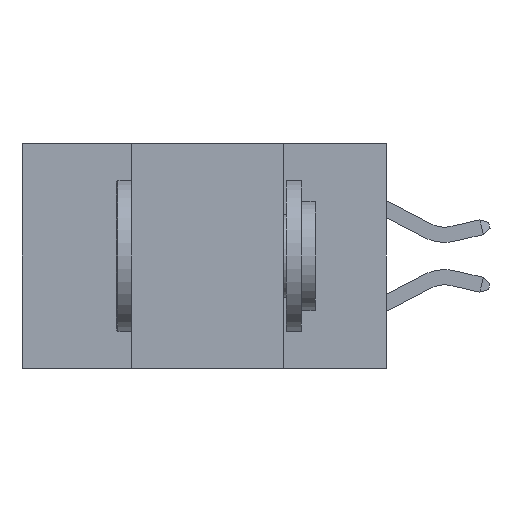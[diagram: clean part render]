
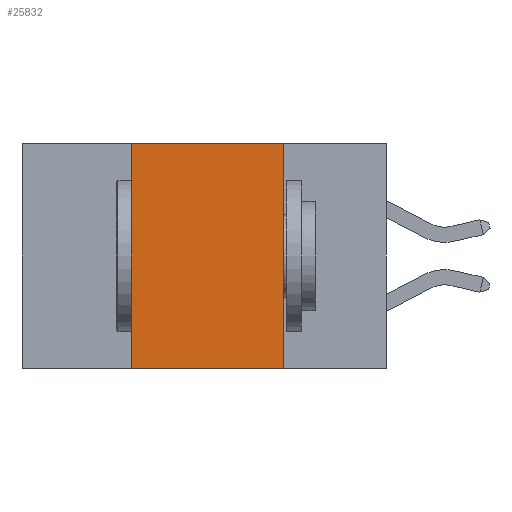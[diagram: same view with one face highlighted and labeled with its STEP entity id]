
A CAD part, left-side view. The second image highlights one B-rep face of the part: STEP entity #25832.
In plain terms, the highlighted planar face has unit normal (-1, 0, 0).
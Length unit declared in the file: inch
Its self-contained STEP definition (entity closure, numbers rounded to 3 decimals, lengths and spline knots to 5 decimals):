
#414 = LINE ( 'NONE', #26897, #14701 ) ;
#1104 = VERTEX_POINT ( 'NONE', #22005 ) ;
#3380 = VECTOR ( 'NONE', #23744, 39.37008 ) ;
#3568 = VECTOR ( 'NONE', #10025, 39.37008 ) ;
#4776 = ORIENTED_EDGE ( 'NONE', *, *, #13601, .F. ) ;
#5112 = ORIENTED_EDGE ( 'NONE', *, *, #12015, .F. ) ;
#6048 = LINE ( 'NONE', #12386, #8033 ) ;
#6380 = CARTESIAN_POINT ( 'NONE',  ( 0., 0.17, -0.37 ) ) ;
#6440 = PLANE ( 'NONE',  #24969 ) ;
#6892 = VERTEX_POINT ( 'NONE', #10514 ) ;
#8033 = VECTOR ( 'NONE', #14843, 39.37008 ) ;
#8961 = DIRECTION ( 'NONE',  ( 0., 0., -1. ) ) ;
#8980 = VERTEX_POINT ( 'NONE', #12340 ) ;
#10025 = DIRECTION ( 'NONE',  ( 0., -1., 0. ) ) ;
#10514 = CARTESIAN_POINT ( 'NONE',  ( 0., 0.42, 0. ) ) ;
#10896 = DIRECTION ( 'NONE',  ( 0., 0., -1. ) ) ;
#11644 = ORIENTED_EDGE ( 'NONE', *, *, #21136, .T. ) ;
#12015 = EDGE_CURVE ( 'NONE', #6892, #8980, #23612, .T. ) ;
#12043 = CARTESIAN_POINT ( 'NONE',  ( 0., 0.6, 0. ) ) ;
#12340 = CARTESIAN_POINT ( 'NONE',  ( 0., 0.17, 0. ) ) ;
#12386 = CARTESIAN_POINT ( 'NONE',  ( 0., 0.42, -0.37 ) ) ;
#13601 = EDGE_CURVE ( 'NONE', #8980, #15452, #414, .T. ) ;
#14701 = VECTOR ( 'NONE', #8961, 39.37008 ) ;
#14843 = DIRECTION ( 'NONE',  ( 0., 0., 1. ) ) ;
#14915 = CARTESIAN_POINT ( 'NONE',  ( 0., 0.6, -0.37 ) ) ;
#15452 = VERTEX_POINT ( 'NONE', #6380 ) ;
#15638 = ORIENTED_EDGE ( 'NONE', *, *, #22091, .F. ) ;
#19067 = EDGE_LOOP ( 'NONE', ( #4776, #5112, #15638, #11644 ) ) ;
#19134 = LINE ( 'NONE', #14915, #3380 ) ;
#21136 = EDGE_CURVE ( 'NONE', #1104, #15452, #19134, .T. ) ;
#21883 = DIRECTION ( 'NONE',  ( 1., 0., 0. ) ) ;
#22005 = CARTESIAN_POINT ( 'NONE',  ( 0., 0.42, -0.37 ) ) ;
#22091 = EDGE_CURVE ( 'NONE', #1104, #6892, #6048, .T. ) ;
#23612 = LINE ( 'NONE', #12043, #3568 ) ;
#23744 = DIRECTION ( 'NONE',  ( 0., -1., 0. ) ) ;
#24055 = CARTESIAN_POINT ( 'NONE',  ( 0., 0.6, 0. ) ) ;
#24632 = FACE_OUTER_BOUND ( 'NONE', #19067, .T. ) ;
#24969 = AXIS2_PLACEMENT_3D ( 'NONE', #24055, #21883, #10896 ) ;
#25832 = ADVANCED_FACE ( 'NONE', ( #24632 ), #6440, .F. ) ;
#26897 = CARTESIAN_POINT ( 'NONE',  ( 0., 0.17, -0.37 ) ) ;
